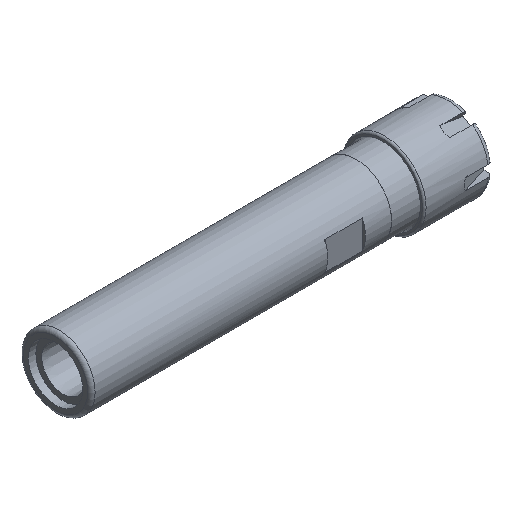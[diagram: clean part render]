
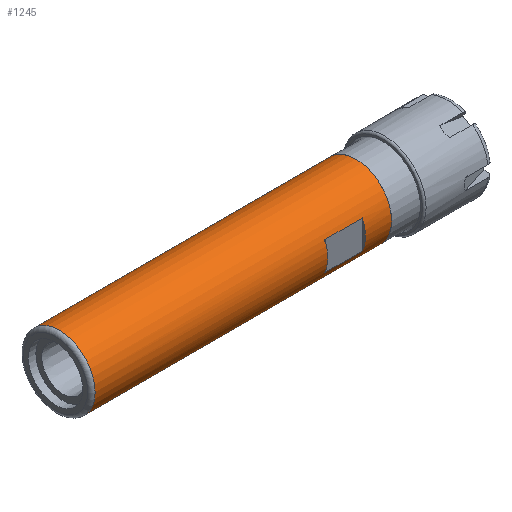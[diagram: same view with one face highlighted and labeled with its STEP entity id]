
A CAD part, isometric view. The second image highlights one B-rep face of the part: STEP entity #1245.
In plain terms, the highlighted cylindrical face has radius 9.525 mm (diameter 19.05 mm), a full revolution.
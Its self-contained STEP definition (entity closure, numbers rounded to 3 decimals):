
#50=CYLINDRICAL_SURFACE('',#1367,9.525);
#62=FACE_BOUND('',#203,.T.);
#63=FACE_BOUND('',#204,.T.);
#129=FACE_OUTER_BOUND('',#202,.T.);
#202=EDGE_LOOP('',(#915,#916,#917,#918,#919,#920,#921,#922,#923,#924,#925,
#926,#927,#928,#929));
#203=EDGE_LOOP('',(#930,#931,#932,#933));
#204=EDGE_LOOP('',(#934,#935,#936,#937));
#266=LINE('',#1957,#342);
#267=LINE('',#1958,#343);
#270=LINE('',#1974,#346);
#271=LINE('',#1975,#347);
#274=LINE('',#1987,#350);
#275=LINE('',#1988,#351);
#278=LINE('',#2022,#354);
#279=LINE('',#2023,#355);
#342=VECTOR('',#1543,10.);
#343=VECTOR('',#1544,10.);
#346=VECTOR('',#1561,10.);
#347=VECTOR('',#1562,10.);
#350=VECTOR('',#1575,10.);
#351=VECTOR('',#1576,10.);
#354=VECTOR('',#1617,9.525);
#355=VECTOR('',#1618,9.525);
#425=CIRCLE('',#1335,9.525);
#426=CIRCLE('',#1337,9.525);
#427=CIRCLE('',#1340,9.525);
#428=CIRCLE('',#1341,9.525);
#429=CIRCLE('',#1343,9.525);
#430=CIRCLE('',#1344,9.525);
#431=CIRCLE('',#1347,9.525);
#432=CIRCLE('',#1349,9.525);
#440=CIRCLE('',#1363,9.525);
#441=CIRCLE('',#1364,9.525);
#442=CIRCLE('',#1365,9.525);
#444=CIRCLE('',#1368,9.525);
#445=CIRCLE('',#1369,9.525);
#521=VERTEX_POINT('',#1947);
#522=VERTEX_POINT('',#1948);
#523=VERTEX_POINT('',#1952);
#524=VERTEX_POINT('',#1953);
#525=VERTEX_POINT('',#1960);
#526=VERTEX_POINT('',#1961);
#527=VERTEX_POINT('',#1963);
#528=VERTEX_POINT('',#1967);
#529=VERTEX_POINT('',#1968);
#530=VERTEX_POINT('',#1970);
#531=VERTEX_POINT('',#1977);
#532=VERTEX_POINT('',#1978);
#533=VERTEX_POINT('',#1982);
#534=VERTEX_POINT('',#1983);
#542=VERTEX_POINT('',#2010);
#543=VERTEX_POINT('',#2011);
#544=VERTEX_POINT('',#2013);
#545=VERTEX_POINT('',#2018);
#546=VERTEX_POINT('',#2019);
#660=EDGE_CURVE('',#521,#522,#425,.T.);
#662=EDGE_CURVE('',#523,#524,#426,.T.);
#664=EDGE_CURVE('',#524,#521,#266,.T.);
#665=EDGE_CURVE('',#522,#523,#267,.T.);
#666=EDGE_CURVE('',#525,#526,#427,.T.);
#668=EDGE_CURVE('',#526,#527,#428,.T.);
#669=EDGE_CURVE('',#528,#529,#429,.T.);
#671=EDGE_CURVE('',#529,#530,#430,.T.);
#672=EDGE_CURVE('',#530,#525,#270,.T.);
#673=EDGE_CURVE('',#527,#528,#271,.T.);
#674=EDGE_CURVE('',#531,#532,#431,.T.);
#676=EDGE_CURVE('',#533,#534,#432,.T.);
#678=EDGE_CURVE('',#534,#531,#274,.T.);
#679=EDGE_CURVE('',#532,#533,#275,.T.);
#689=EDGE_CURVE('',#542,#543,#440,.T.);
#690=EDGE_CURVE('',#544,#542,#441,.T.);
#691=EDGE_CURVE('',#543,#544,#442,.T.);
#693=EDGE_CURVE('',#545,#546,#444,.T.);
#694=EDGE_CURVE('',#546,#545,#445,.T.);
#695=EDGE_CURVE('',#546,#526,#278,.T.);
#696=EDGE_CURVE('',#529,#544,#279,.T.);
#915=ORIENTED_EDGE('',*,*,#693,.F.);
#916=ORIENTED_EDGE('',*,*,#694,.F.);
#917=ORIENTED_EDGE('',*,*,#695,.T.);
#918=ORIENTED_EDGE('',*,*,#668,.T.);
#919=ORIENTED_EDGE('',*,*,#673,.T.);
#920=ORIENTED_EDGE('',*,*,#669,.T.);
#921=ORIENTED_EDGE('',*,*,#696,.T.);
#922=ORIENTED_EDGE('',*,*,#690,.T.);
#923=ORIENTED_EDGE('',*,*,#689,.T.);
#924=ORIENTED_EDGE('',*,*,#691,.T.);
#925=ORIENTED_EDGE('',*,*,#696,.F.);
#926=ORIENTED_EDGE('',*,*,#671,.T.);
#927=ORIENTED_EDGE('',*,*,#672,.T.);
#928=ORIENTED_EDGE('',*,*,#666,.T.);
#929=ORIENTED_EDGE('',*,*,#695,.F.);
#930=ORIENTED_EDGE('',*,*,#662,.T.);
#931=ORIENTED_EDGE('',*,*,#664,.T.);
#932=ORIENTED_EDGE('',*,*,#660,.T.);
#933=ORIENTED_EDGE('',*,*,#665,.T.);
#934=ORIENTED_EDGE('',*,*,#676,.T.);
#935=ORIENTED_EDGE('',*,*,#678,.T.);
#936=ORIENTED_EDGE('',*,*,#674,.T.);
#937=ORIENTED_EDGE('',*,*,#679,.T.);
#1245=ADVANCED_FACE('',(#129,#62,#63),#50,.T.);
#1335=AXIS2_PLACEMENT_3D('',#1949,#1533,#1534);
#1337=AXIS2_PLACEMENT_3D('',#1954,#1538,#1539);
#1340=AXIS2_PLACEMENT_3D('',#1962,#1547,#1548);
#1341=AXIS2_PLACEMENT_3D('',#1965,#1550,#1551);
#1343=AXIS2_PLACEMENT_3D('',#1969,#1554,#1555);
#1344=AXIS2_PLACEMENT_3D('',#1972,#1557,#1558);
#1347=AXIS2_PLACEMENT_3D('',#1979,#1565,#1566);
#1349=AXIS2_PLACEMENT_3D('',#1984,#1570,#1571);
#1363=AXIS2_PLACEMENT_3D('',#2012,#1603,#1604);
#1364=AXIS2_PLACEMENT_3D('',#2014,#1605,#1606);
#1365=AXIS2_PLACEMENT_3D('',#2015,#1607,#1608);
#1367=AXIS2_PLACEMENT_3D('',#2017,#1611,#1612);
#1368=AXIS2_PLACEMENT_3D('',#2020,#1613,#1614);
#1369=AXIS2_PLACEMENT_3D('',#2021,#1615,#1616);
#1533=DIRECTION('center_axis',(1.,0.,0.));
#1534=DIRECTION('ref_axis',(0.,1.,0.));
#1538=DIRECTION('center_axis',(-1.,0.,0.));
#1539=DIRECTION('ref_axis',(0.,1.,0.));
#1543=DIRECTION('',(1.,0.,0.));
#1544=DIRECTION('',(-1.,0.,0.));
#1547=DIRECTION('center_axis',(1.,0.,0.));
#1548=DIRECTION('ref_axis',(0.,1.,0.));
#1550=DIRECTION('center_axis',(1.,0.,0.));
#1551=DIRECTION('ref_axis',(0.,1.,0.));
#1554=DIRECTION('center_axis',(-1.,0.,0.));
#1555=DIRECTION('ref_axis',(0.,1.,0.));
#1557=DIRECTION('center_axis',(-1.,0.,0.));
#1558=DIRECTION('ref_axis',(0.,1.,0.));
#1561=DIRECTION('',(1.,0.,0.));
#1562=DIRECTION('',(-1.,0.,0.));
#1565=DIRECTION('center_axis',(1.,0.,0.));
#1566=DIRECTION('ref_axis',(0.,1.,0.));
#1570=DIRECTION('center_axis',(-1.,0.,0.));
#1571=DIRECTION('ref_axis',(0.,1.,0.));
#1575=DIRECTION('',(1.,0.,0.));
#1576=DIRECTION('',(-1.,0.,0.));
#1603=DIRECTION('center_axis',(1.,0.,0.));
#1604=DIRECTION('ref_axis',(0.,0.,-1.));
#1605=DIRECTION('center_axis',(1.,0.,0.));
#1606=DIRECTION('ref_axis',(0.,0.,-1.));
#1607=DIRECTION('center_axis',(1.,0.,0.));
#1608=DIRECTION('ref_axis',(0.,0.,-1.));
#1611=DIRECTION('center_axis',(1.,0.,0.));
#1612=DIRECTION('ref_axis',(0.,1.,0.));
#1613=DIRECTION('center_axis',(1.,0.,0.));
#1614=DIRECTION('ref_axis',(0.,0.,-1.));
#1615=DIRECTION('center_axis',(1.,0.,0.));
#1616=DIRECTION('ref_axis',(0.,0.,-1.));
#1617=DIRECTION('',(-1.,0.,0.));
#1618=DIRECTION('',(-1.,0.,0.));
#1947=CARTESIAN_POINT('',(-20.,8.73,-3.81));
#1948=CARTESIAN_POINT('',(-20.,8.73,3.81));
#1949=CARTESIAN_POINT('Origin',(-20.,0.,0.));
#1952=CARTESIAN_POINT('',(-70.,8.73,3.81));
#1953=CARTESIAN_POINT('',(-70.,8.73,-3.81));
#1954=CARTESIAN_POINT('Origin',(-70.,0.,0.));
#1957=CARTESIAN_POINT('',(-39.47,8.73,-3.81));
#1958=CARTESIAN_POINT('',(-39.47,8.73,3.81));
#1960=CARTESIAN_POINT('',(-7.,-8.73,3.81));
#1961=CARTESIAN_POINT('',(-7.,-9.525,0.));
#1962=CARTESIAN_POINT('Origin',(-7.,0.,
0.));
#1963=CARTESIAN_POINT('',(-7.,-8.73,-3.81));
#1965=CARTESIAN_POINT('Origin',(-7.,0.,
0.));
#1967=CARTESIAN_POINT('',(-17.,-8.73,-3.81));
#1968=CARTESIAN_POINT('',(-17.,-9.525,0.));
#1969=CARTESIAN_POINT('Origin',(-17.,0.,0.));
#1970=CARTESIAN_POINT('',(-17.,-8.73,3.81));
#1972=CARTESIAN_POINT('Origin',(-17.,0.,0.));
#1974=CARTESIAN_POINT('',(-39.47,-8.73,3.81));
#1975=CARTESIAN_POINT('',(-39.47,-8.73,-3.81));
#1977=CARTESIAN_POINT('',(-7.,8.73,-3.81));
#1978=CARTESIAN_POINT('',(-7.,8.73,3.81));
#1979=CARTESIAN_POINT('Origin',(-7.,0.,
0.));
#1982=CARTESIAN_POINT('',(-17.,8.73,3.81));
#1983=CARTESIAN_POINT('',(-17.,8.73,-3.81));
#1984=CARTESIAN_POINT('Origin',(-17.,0.,0.));
#1987=CARTESIAN_POINT('',(-39.47,8.73,-3.81));
#1988=CARTESIAN_POINT('',(-39.47,8.73,3.81));
#2010=CARTESIAN_POINT('',(-78.94,9.525,0.));
#2011=CARTESIAN_POINT('',(-78.94,0.,9.525));
#2012=CARTESIAN_POINT('Origin',(-78.94,0.,0.));
#2013=CARTESIAN_POINT('',(-78.94,-9.525,0.));
#2014=CARTESIAN_POINT('Origin',(-78.94,0.,0.));
#2015=CARTESIAN_POINT('Origin',(-78.94,0.,0.));
#2017=CARTESIAN_POINT('Origin',(-39.47,0.,0.));
#2018=CARTESIAN_POINT('',(0.,9.525,0.));
#2019=CARTESIAN_POINT('',(0.,-9.525,0.));
#2020=CARTESIAN_POINT('Origin',(0.,0.,
0.));
#2021=CARTESIAN_POINT('Origin',(0.,0.,
0.));
#2022=CARTESIAN_POINT('',(-39.47,-9.525,0.));
#2023=CARTESIAN_POINT('',(-39.47,-9.525,0.));
